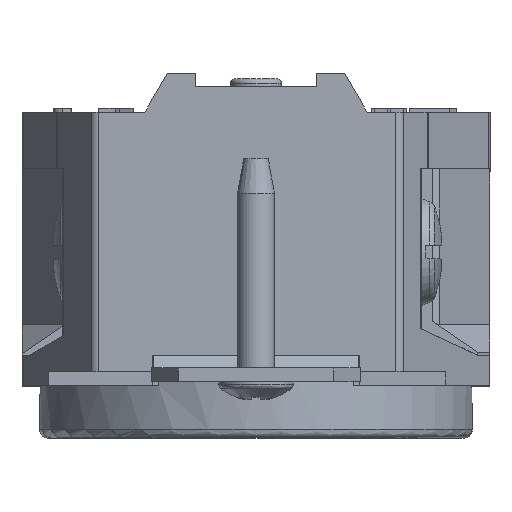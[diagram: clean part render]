
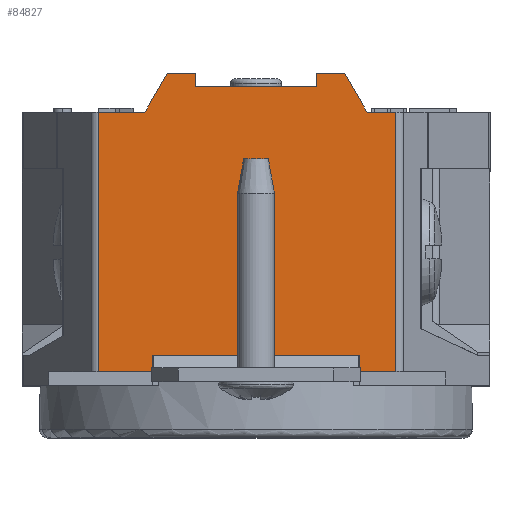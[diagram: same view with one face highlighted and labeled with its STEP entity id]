
A CAD part, top view. The second image highlights one B-rep face of the part: STEP entity #84827.
In plain terms, the highlighted planar face has unit normal (0, 0, 1).
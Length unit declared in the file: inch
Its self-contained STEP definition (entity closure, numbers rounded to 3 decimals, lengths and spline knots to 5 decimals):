
#473 = CARTESIAN_POINT ( 'NONE',  ( 0.5041, 0.203, 1.3355 ) ) ;
#1162 = VERTEX_POINT ( 'NONE', #48023 ) ;
#2268 = LINE ( 'NONE', #62511, #61136 ) ;
#2275 = CARTESIAN_POINT ( 'NONE',  ( -0.40025, 0.203, 1.3355 ) ) ;
#2642 = VECTOR ( 'NONE', #80457, 39.37008 ) ;
#3202 = DIRECTION ( 'NONE',  ( -1., 0., 0. ) ) ;
#3383 = EDGE_CURVE ( 'NONE', #14637, #99486, #2268, .T. ) ;
#4368 = DIRECTION ( 'NONE',  ( -1., 0., 0. ) ) ;
#4721 = DIRECTION ( 'NONE',  ( -0.5, -0.866, 0. ) ) ;
#4903 = CARTESIAN_POINT ( 'NONE',  ( -0.3725, -0.732, 1.3355 ) ) ;
#6149 = CARTESIAN_POINT ( 'NONE',  ( 0.5041, 0.295, 1.3355 ) ) ;
#7440 = DIRECTION ( 'NONE',  ( -1., 0., 0. ) ) ;
#7705 = DIRECTION ( 'NONE',  ( 1., 0., 0. ) ) ;
#7978 = LINE ( 'NONE', #41995, #62552 ) ;
#8551 = CARTESIAN_POINT ( 'NONE',  ( 0.5041, -0.732, 1.3355 ) ) ;
#9746 = PLANE ( 'NONE',  #37637 ) ;
#10083 = VERTEX_POINT ( 'NONE', #8551 ) ;
#12159 = LINE ( 'NONE', #54044, #56500 ) ;
#13098 = VERTEX_POINT ( 'NONE', #64081 ) ;
#13126 = ORIENTED_EDGE ( 'NONE', *, *, #76258, .F. ) ;
#13587 = LINE ( 'NONE', #81708, #83887 ) ;
#13591 = VECTOR ( 'NONE', #104701, 39.37008 ) ;
#14637 = VERTEX_POINT ( 'NONE', #49341 ) ;
#15359 = LINE ( 'NONE', #75115, #55711 ) ;
#16040 = VECTOR ( 'NONE', #27733, 39.37008 ) ;
#16860 = CARTESIAN_POINT ( 'NONE',  ( 0.5041, 0.203, 1.3355 ) ) ;
#17540 = CARTESIAN_POINT ( 'NONE',  ( -0.585, -0.782, 1.3355 ) ) ;
#17619 = CARTESIAN_POINT ( 'NONE',  ( 0.5041, 0.342, 1.3355 ) ) ;
#18805 = ORIENTED_EDGE ( 'NONE', *, *, #28054, .T. ) ;
#18991 = EDGE_CURVE ( 'NONE', #31517, #26119, #61648, .T. ) ;
#19981 = ORIENTED_EDGE ( 'NONE', *, *, #45183, .T. ) ;
#20585 = EDGE_CURVE ( 'NONE', #10083, #61031, #97478, .T. ) ;
#23349 = LINE ( 'NONE', #6149, #77643 ) ;
#25157 = EDGE_CURVE ( 'NONE', #76460, #56795, #50663, .T. ) ;
#26119 = VERTEX_POINT ( 'NONE', #53271 ) ;
#27368 = ORIENTED_EDGE ( 'NONE', *, *, #99684, .T. ) ;
#27733 = DIRECTION ( 'NONE',  ( -1., 0., 0. ) ) ;
#28054 = EDGE_CURVE ( 'NONE', #10083, #44012, #7978, .T. ) ;
#29786 = CARTESIAN_POINT ( 'NONE',  ( -0.5671, -0.732, 1.3355 ) ) ;
#29944 = LINE ( 'NONE', #64058, #98106 ) ;
#30176 = LINE ( 'NONE', #40215, #50182 ) ;
#30668 = VERTEX_POINT ( 'NONE', #70039 ) ;
#30818 = VECTOR ( 'NONE', #95718, 39.37008 ) ;
#31517 = VERTEX_POINT ( 'NONE', #80736 ) ;
#31956 = LINE ( 'NONE', #16860, #105210 ) ;
#32297 = CARTESIAN_POINT ( 'NONE',  ( 0.3725, -0.673, 1.3355 ) ) ;
#33584 = ORIENTED_EDGE ( 'NONE', *, *, #65602, .T. ) ;
#34327 = CARTESIAN_POINT ( 'NONE',  ( -0.369, -0.673, 1.3355 ) ) ;
#34851 = LINE ( 'NONE', #68996, #58167 ) ;
#35966 = ORIENTED_EDGE ( 'NONE', *, *, #3383, .T. ) ;
#36541 = LINE ( 'NONE', #17619, #13591 ) ;
#36738 = EDGE_CURVE ( 'NONE', #55531, #30668, #23349, .T. ) ;
#36971 = ORIENTED_EDGE ( 'NONE', *, *, #51863, .F. ) ;
#37637 = AXIS2_PLACEMENT_3D ( 'NONE', #17540, #109715, #43769 ) ;
#39038 = EDGE_CURVE ( 'NONE', #1162, #90569, #13587, .T. ) ;
#39891 = ORIENTED_EDGE ( 'NONE', *, *, #101877, .T. ) ;
#40215 = CARTESIAN_POINT ( 'NONE',  ( 0.3725, -0.782, 1.3355 ) ) ;
#40565 = ORIENTED_EDGE ( 'NONE', *, *, #61486, .F. ) ;
#41995 = CARTESIAN_POINT ( 'NONE',  ( 0.5041, -0.782, 1.3355 ) ) ;
#42930 = ORIENTED_EDGE ( 'NONE', *, *, #69869, .T. ) ;
#43418 = LINE ( 'NONE', #473, #16040 ) ;
#43769 = DIRECTION ( 'NONE',  ( 1., 0., 0. ) ) ;
#44012 = VERTEX_POINT ( 'NONE', #99195 ) ;
#45183 = EDGE_CURVE ( 'NONE', #26119, #62569, #12159, .T. ) ;
#48006 = ORIENTED_EDGE ( 'NONE', *, *, #39038, .T. ) ;
#48023 = CARTESIAN_POINT ( 'NONE',  ( -0.32, 0.342, 1.3355 ) ) ;
#48634 = CARTESIAN_POINT ( 'NONE',  ( 0.2185, 0.342, 1.3355 ) ) ;
#49341 = CARTESIAN_POINT ( 'NONE',  ( -0.5671, 0.203, 1.3355 ) ) ;
#49455 = CARTESIAN_POINT ( 'NONE',  ( -0.3725, -0.782, 1.3355 ) ) ;
#50182 = VECTOR ( 'NONE', #74336, 39.37008 ) ;
#50663 = LINE ( 'NONE', #84157, #60090 ) ;
#51863 = EDGE_CURVE ( 'NONE', #76179, #30668, #15359, .T. ) ;
#53271 = CARTESIAN_POINT ( 'NONE',  ( 0.32, 0.342, 1.3355 ) ) ;
#54044 = CARTESIAN_POINT ( 'NONE',  ( 0.5041, 0.342, 1.3355 ) ) ;
#54102 = VECTOR ( 'NONE', #3202, 39.37008 ) ;
#55531 = VERTEX_POINT ( 'NONE', #83070 ) ;
#55711 = VECTOR ( 'NONE', #82926, 39.37008 ) ;
#56500 = VECTOR ( 'NONE', #4368, 39.37008 ) ;
#56795 = VERTEX_POINT ( 'NONE', #93505 ) ;
#57361 = EDGE_LOOP ( 'NONE', ( #68739, #18805, #27368, #108539, #19981, #40565, #85484, #36971, #33584, #48006, #42930, #35966, #13126, #62106, #39891, #76023, #63704, #77179 ) ) ;
#57821 = DIRECTION ( 'NONE',  ( 0., -1., 0. ) ) ;
#58167 = VECTOR ( 'NONE', #87360, 39.37008 ) ;
#60090 = VECTOR ( 'NONE', #7705, 39.37008 ) ;
#60530 = VECTOR ( 'NONE', #65530, 39.37008 ) ;
#61031 = VERTEX_POINT ( 'NONE', #77587 ) ;
#61136 = VECTOR ( 'NONE', #106588, 39.37008 ) ;
#61486 = EDGE_CURVE ( 'NONE', #55531, #62569, #101227, .T. ) ;
#61648 = LINE ( 'NONE', #85708, #30818 ) ;
#62106 = ORIENTED_EDGE ( 'NONE', *, *, #105782, .F. ) ;
#62511 = CARTESIAN_POINT ( 'NONE',  ( -0.5671, -0.782, 1.3355 ) ) ;
#62552 = VECTOR ( 'NONE', #110124, 39.37008 ) ;
#62569 = VERTEX_POINT ( 'NONE', #48634 ) ;
#63704 = ORIENTED_EDGE ( 'NONE', *, *, #70831, .T. ) ;
#64058 = CARTESIAN_POINT ( 'NONE',  ( -0.585, -0.732, 1.3355 ) ) ;
#64081 = CARTESIAN_POINT ( 'NONE',  ( -0.3725, -0.673, 1.3355 ) ) ;
#65530 = DIRECTION ( 'NONE',  ( 0., 1., 0. ) ) ;
#65602 = EDGE_CURVE ( 'NONE', #76179, #1162, #36541, .T. ) ;
#67856 = VECTOR ( 'NONE', #57821, 39.37008 ) ;
#68594 = CARTESIAN_POINT ( 'NONE',  ( -0.2185, 0.342, 1.3355 ) ) ;
#68739 = ORIENTED_EDGE ( 'NONE', *, *, #20585, .F. ) ;
#68996 = CARTESIAN_POINT ( 'NONE',  ( -0.585, -0.673, 1.3355 ) ) ;
#69869 = EDGE_CURVE ( 'NONE', #90569, #14637, #31956, .T. ) ;
#70039 = CARTESIAN_POINT ( 'NONE',  ( -0.2185, 0.295, 1.3355 ) ) ;
#70831 = EDGE_CURVE ( 'NONE', #56795, #102259, #73790, .T. ) ;
#72125 = CARTESIAN_POINT ( 'NONE',  ( -0.585, -0.673, 1.3355 ) ) ;
#73790 = LINE ( 'NONE', #72125, #2642 ) ;
#74209 = VERTEX_POINT ( 'NONE', #4903 ) ;
#74336 = DIRECTION ( 'NONE',  ( 0., 1., 0. ) ) ;
#75115 = CARTESIAN_POINT ( 'NONE',  ( -0.2185, 0.342, 1.3355 ) ) ;
#76023 = ORIENTED_EDGE ( 'NONE', *, *, #25157, .T. ) ;
#76179 = VERTEX_POINT ( 'NONE', #68594 ) ;
#76258 = EDGE_CURVE ( 'NONE', #74209, #99486, #29944, .T. ) ;
#76460 = VERTEX_POINT ( 'NONE', #34327 ) ;
#76739 = FACE_OUTER_BOUND ( 'NONE', #57361, .T. ) ;
#77179 = ORIENTED_EDGE ( 'NONE', *, *, #106271, .F. ) ;
#77587 = CARTESIAN_POINT ( 'NONE',  ( 0.3725, -0.732, 1.3355 ) ) ;
#77643 = VECTOR ( 'NONE', #106594, 39.37008 ) ;
#80457 = DIRECTION ( 'NONE',  ( 1., 0., 0. ) ) ;
#80736 = CARTESIAN_POINT ( 'NONE',  ( 0.40025, 0.203, 1.3355 ) ) ;
#81708 = CARTESIAN_POINT ( 'NONE',  ( -0.32, 0.342, 1.3355 ) ) ;
#82926 = DIRECTION ( 'NONE',  ( 0., -1., 0. ) ) ;
#82951 = LINE ( 'NONE', #49455, #67856 ) ;
#83070 = CARTESIAN_POINT ( 'NONE',  ( 0.2185, 0.295, 1.3355 ) ) ;
#83887 = VECTOR ( 'NONE', #4721, 39.37008 ) ;
#84157 = CARTESIAN_POINT ( 'NONE',  ( -0.585, -0.673, 1.3355 ) ) ;
#84827 = ADVANCED_FACE ( 'NONE', ( #76739 ), #9746, .T. ) ;
#85484 = ORIENTED_EDGE ( 'NONE', *, *, #36738, .T. ) ;
#85708 = CARTESIAN_POINT ( 'NONE',  ( 0.40025, 0.203, 1.3355 ) ) ;
#87360 = DIRECTION ( 'NONE',  ( 1., 0., 0. ) ) ;
#90569 = VERTEX_POINT ( 'NONE', #2275 ) ;
#91148 = CARTESIAN_POINT ( 'NONE',  ( 0.2185, 0.233, 1.3355 ) ) ;
#93505 = CARTESIAN_POINT ( 'NONE',  ( 0.369, -0.673, 1.3355 ) ) ;
#95718 = DIRECTION ( 'NONE',  ( -0.5, 0.866, 0. ) ) ;
#97478 = LINE ( 'NONE', #98021, #54102 ) ;
#98021 = CARTESIAN_POINT ( 'NONE',  ( -0.585, -0.732, 1.3355 ) ) ;
#98106 = VECTOR ( 'NONE', #98651, 39.37008 ) ;
#98651 = DIRECTION ( 'NONE',  ( -1., 0., 0. ) ) ;
#99195 = CARTESIAN_POINT ( 'NONE',  ( 0.5041, 0.203, 1.3355 ) ) ;
#99486 = VERTEX_POINT ( 'NONE', #29786 ) ;
#99684 = EDGE_CURVE ( 'NONE', #44012, #31517, #43418, .T. ) ;
#101227 = LINE ( 'NONE', #91148, #60530 ) ;
#101877 = EDGE_CURVE ( 'NONE', #13098, #76460, #34851, .T. ) ;
#102259 = VERTEX_POINT ( 'NONE', #32297 ) ;
#104701 = DIRECTION ( 'NONE',  ( -1., 0., 0. ) ) ;
#105210 = VECTOR ( 'NONE', #7440, 39.37008 ) ;
#105782 = EDGE_CURVE ( 'NONE', #13098, #74209, #82951, .T. ) ;
#106271 = EDGE_CURVE ( 'NONE', #61031, #102259, #30176, .T. ) ;
#106588 = DIRECTION ( 'NONE',  ( 0., -1., 0. ) ) ;
#106594 = DIRECTION ( 'NONE',  ( -1., 0., 0. ) ) ;
#108539 = ORIENTED_EDGE ( 'NONE', *, *, #18991, .T. ) ;
#109715 = DIRECTION ( 'NONE',  ( 0., 0., 1. ) ) ;
#110124 = DIRECTION ( 'NONE',  ( 0., 1., 0. ) ) ;
